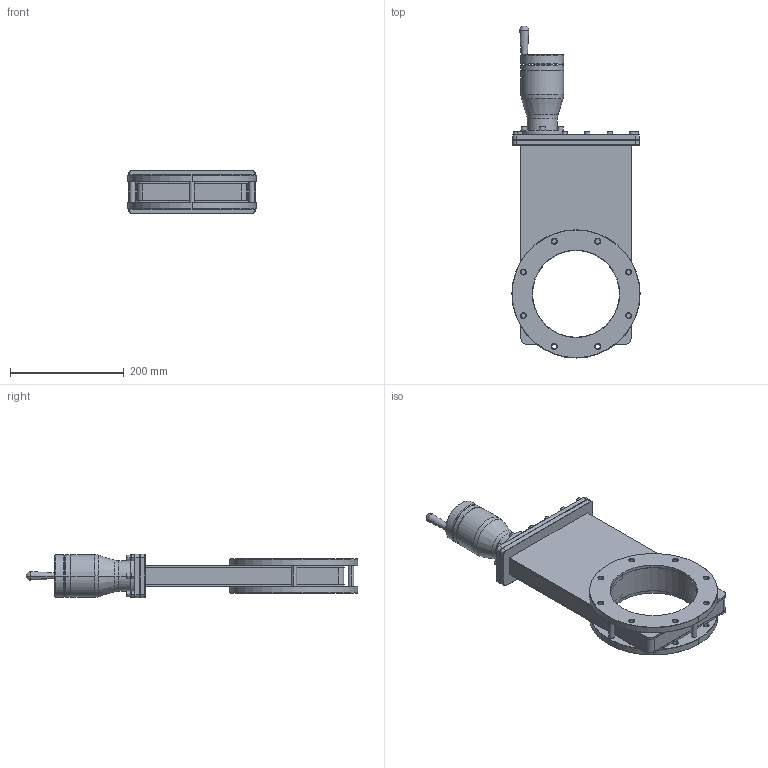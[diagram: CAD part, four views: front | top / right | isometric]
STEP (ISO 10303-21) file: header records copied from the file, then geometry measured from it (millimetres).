
FILE_DESCRIPTION((''),'2;1');
FILE_NAME('11110-0603','2011-01-25T',('jd'),(''),'PRO/ENGINEER BY PARAMETRIC TECHNOLOGY CORPORATION, 2010280','PRO/ENGINEER BY PARAMETRIC TECHNOLOGY CORPORATION, 2010280','');
FILE_SCHEMA(('CONFIG_CONTROL_DESIGN'));
Length unit declared in the file: inch
Products named in the file (1): 11110-0603
Bounding box: 224.99 x 582.7 x 75.95 mm (x, y, z)
Volume: 3103606 mm3; surface area: 293466 mm2
Topology: 1 solids, 17 shells, 475 faces, 1150 edges, 726 vertices
Faces by surface type: plane 225, cylinder 138, cone 106, torus 2, bspline 2, sphere 2
Entity records: 14091 total; most frequent: CARTESIAN_POINT 2707, DIRECTION 2494, ORIENTED_EDGE 2184, EDGE_CURVE 1148, AXIS2_PLACEMENT_3D 911, VERTEX_POINT 726, VECTOR 672, LINE 672
